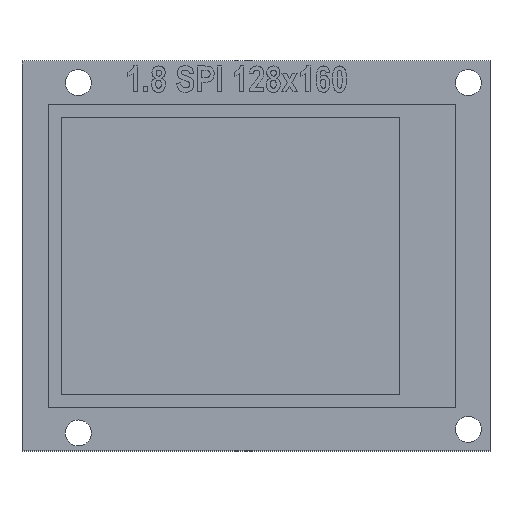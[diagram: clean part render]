
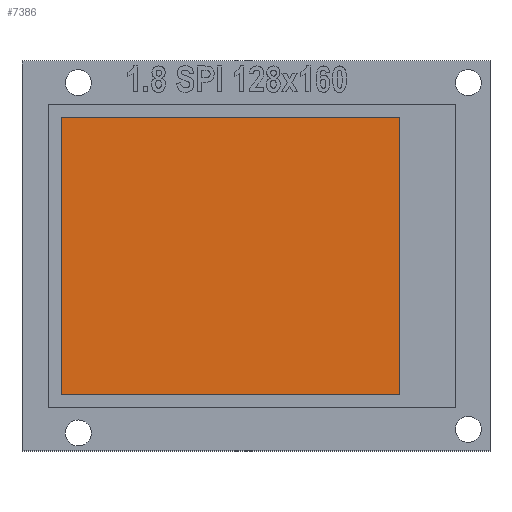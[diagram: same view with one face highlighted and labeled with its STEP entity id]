
A CAD part, top view. The second image highlights one B-rep face of the part: STEP entity #7386.
In plain terms, the highlighted planar face has unit normal (0, 0, 1).
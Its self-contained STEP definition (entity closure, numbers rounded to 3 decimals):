
#546 = VERTEX_POINT ( 'NONE', #30369 ) ;
#885 = DIRECTION ( 'NONE',  ( -1., 0., 0. ) ) ;
#1146 = ORIENTED_EDGE ( 'NONE', *, *, #8097, .T. ) ;
#2090 = LINE ( 'NONE', #29292, #2864 ) ;
#2855 = VECTOR ( 'NONE', #25450, 1000. ) ;
#2864 = VECTOR ( 'NONE', #4585, 1000. ) ;
#2910 = VECTOR ( 'NONE', #21097, 1000. ) ;
#3851 = CARTESIAN_POINT ( 'NONE',  ( 4.5, 6.5, 4.01 ) ) ;
#3958 = ORIENTED_EDGE ( 'NONE', *, *, #13003, .T. ) ;
#4585 = DIRECTION ( 'NONE',  ( -1., 0., 0. ) ) ;
#5612 = PLANE ( 'NONE',  #8178 ) ;
#6196 = CARTESIAN_POINT ( 'NONE',  ( 43.5, 6.5, 4.01 ) ) ;
#6544 = VERTEX_POINT ( 'NONE', #18716 ) ;
#7386 = ADVANCED_FACE ( 'NONE', ( #22941 ), #5612, .F. ) ;
#8097 = EDGE_CURVE ( 'NONE', #546, #6544, #2090, .T. ) ;
#8178 = AXIS2_PLACEMENT_3D ( 'NONE', #27872, #28089, #885 ) ;
#10872 = DIRECTION ( 'NONE',  ( 1., 0., 0. ) ) ;
#13003 = EDGE_CURVE ( 'NONE', #6544, #14943, #21726, .T. ) ;
#14943 = VERTEX_POINT ( 'NONE', #28189 ) ;
#15803 = EDGE_LOOP ( 'NONE', ( #3958, #18972, #20374, #1146 ) ) ;
#18716 = CARTESIAN_POINT ( 'NONE',  ( 4.5, 38.5, 4.01 ) ) ;
#18972 = ORIENTED_EDGE ( 'NONE', *, *, #20578, .T. ) ;
#20374 = ORIENTED_EDGE ( 'NONE', *, *, #25216, .T. ) ;
#20578 = EDGE_CURVE ( 'NONE', #14943, #30626, #31412, .T. ) ;
#21097 = DIRECTION ( 'NONE',  ( 0., 1., 0. ) ) ;
#21726 = LINE ( 'NONE', #27747, #2855 ) ;
#22551 = LINE ( 'NONE', #6196, #2910 ) ;
#22941 = FACE_OUTER_BOUND ( 'NONE', #15803, .T. ) ;
#24420 = VECTOR ( 'NONE', #10872, 1000. ) ;
#25216 = EDGE_CURVE ( 'NONE', #30626, #546, #22551, .T. ) ;
#25450 = DIRECTION ( 'NONE',  ( 0., -1., 0. ) ) ;
#27500 = CARTESIAN_POINT ( 'NONE',  ( 43.5, 6.5, 4.01 ) ) ;
#27747 = CARTESIAN_POINT ( 'NONE',  ( 4.5, 6.5, 4.01 ) ) ;
#27872 = CARTESIAN_POINT ( 'NONE',  ( 0., 0., 4.01 ) ) ;
#28089 = DIRECTION ( 'NONE',  ( 0., 0., -1. ) ) ;
#28189 = CARTESIAN_POINT ( 'NONE',  ( 4.5, 6.5, 4.01 ) ) ;
#29292 = CARTESIAN_POINT ( 'NONE',  ( 4.5, 38.5, 4.01 ) ) ;
#30369 = CARTESIAN_POINT ( 'NONE',  ( 43.5, 38.5, 4.01 ) ) ;
#30626 = VERTEX_POINT ( 'NONE', #27500 ) ;
#31412 = LINE ( 'NONE', #3851, #24420 ) ;
